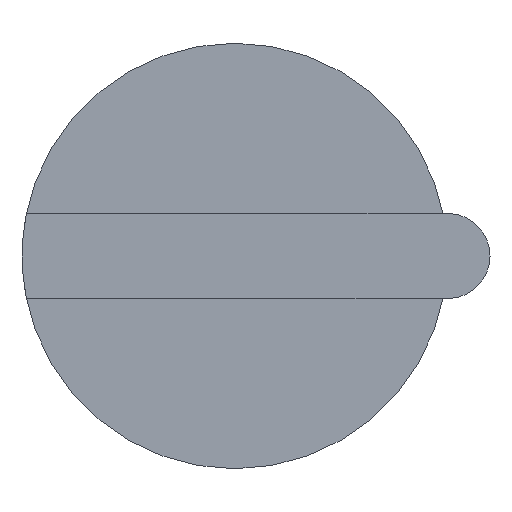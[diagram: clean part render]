
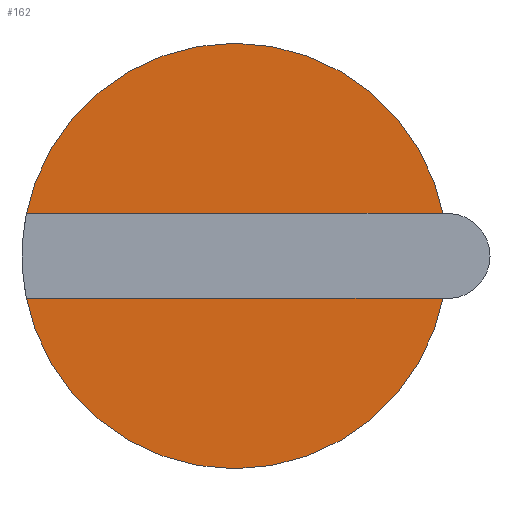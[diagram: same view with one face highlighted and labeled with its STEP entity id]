
A CAD part, front view. The second image highlights one B-rep face of the part: STEP entity #162.
In plain terms, the highlighted planar face has unit normal (0, -1, 0).
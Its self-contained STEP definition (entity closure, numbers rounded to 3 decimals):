
#17=PLANE('',#190);
#25=FACE_OUTER_BOUND('',#36,.T.);
#36=EDGE_LOOP('',(#119));
#72=CIRCLE('',#188,30.);
#80=VERTEX_POINT('',#261);
#94=EDGE_CURVE('',#80,#80,#72,.T.);
#119=ORIENTED_EDGE('',*,*,#94,.T.);
#162=ADVANCED_FACE('',(#25),#17,.T.);
#188=AXIS2_PLACEMENT_3D('',#262,#210,#211);
#190=AXIS2_PLACEMENT_3D('',#266,#215,#216);
#210=DIRECTION('center_axis',(0.,-1.,0.));
#211=DIRECTION('ref_axis',(1.,0.,0.));
#215=DIRECTION('center_axis',(0.,-1.,0.));
#216=DIRECTION('ref_axis',(1.,0.,0.));
#261=CARTESIAN_POINT('',(-1035.,-1307.,1074.));
#262=CARTESIAN_POINT('Origin',(-1005.,-1307.,1074.));
#266=CARTESIAN_POINT('Origin',(-1005.,-1307.,1074.));
